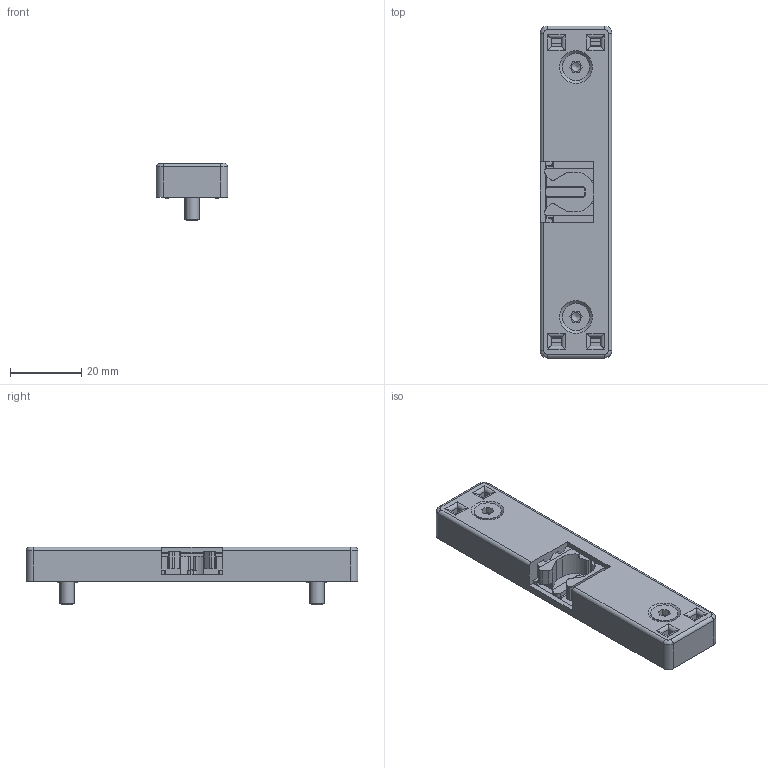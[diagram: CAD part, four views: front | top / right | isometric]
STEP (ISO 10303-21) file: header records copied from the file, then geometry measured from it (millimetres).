
FILE_DESCRIPTION(('FreeCAD Model'),'2;1');
FILE_NAME('Open CASCADE Shape Model','2024-03-20T10:44:37',(''),(''), 'Open CASCADE STEP processor 7.6','FreeCAD','Unknown');
FILE_SCHEMA(('AUTOMOTIVE_DESIGN { 1 0 10303 214 1 1 1 1 }'));
Length unit declared in the file: millimetre
Products named in the file (6): STI8-LP; 093039-part1; 093039-part2; 093039-m6x16screw; 093039-part3; 093039-part4
Assembly tree (6 placements, depth 2):
  STI8-LP
    093039-part1
    093039-part2
    093039-m6x16screw  x2
    093039-part3
    093039-part4
Bounding box: 20 x 93 x 16.1 mm (x, y, z)
Volume: 13623.4 mm3; surface area: 14824.6 mm2
Topology: 6 solids, 6 shells, 563 faces, 1455 edges, 906 vertices
Faces by surface type: plane 244, cylinder 226, cone 37, torus 36, revolution 14, sphere 4, bspline 2
Full cylindrical faces by diameter (mm): 4 x2, 4.2 x2, 4.5 x2, 7.64 x2
Entity records: 38083 total; most frequent: CARTESIAN_POINT 9022, DIRECTION 5652, LINE 3242, VECTOR 3242, ORIENTED_EDGE 2814, PCURVE 2814, DEFINITIONAL_REPRESENTATION 2814, EDGE_CURVE 1407
